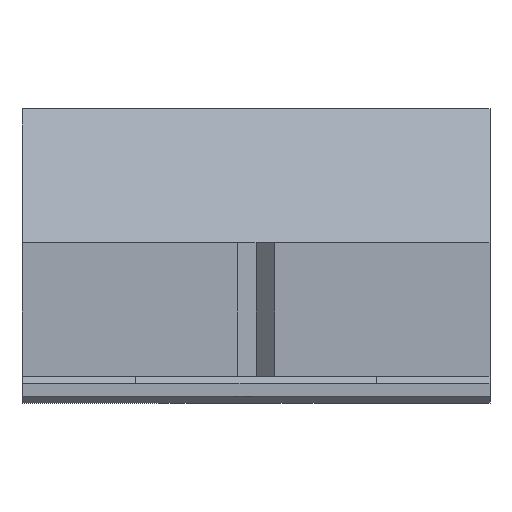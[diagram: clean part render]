
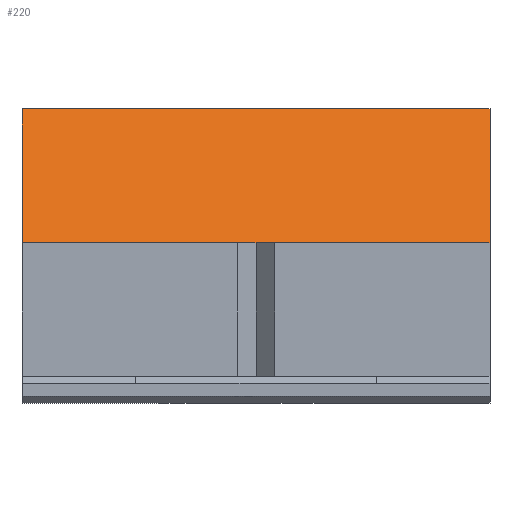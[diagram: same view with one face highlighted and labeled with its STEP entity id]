
A CAD part, front view. The second image highlights one B-rep face of the part: STEP entity #220.
In plain terms, the highlighted planar face has unit normal (0, -0.707, 0.707).
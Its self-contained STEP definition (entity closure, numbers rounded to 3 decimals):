
#220 = ADVANCED_FACE( '', ( #321 ), #322, .F. );
#321 = FACE_OUTER_BOUND( '', #582, .T. );
#322 = PLANE( '', #583 );
#582 = EDGE_LOOP( '', ( #983, #984, #985, #986 ) );
#583 = AXIS2_PLACEMENT_3D( '', #987, #988, #989 );
#983 = ORIENTED_EDGE( '', *, *, #1123, .T. );
#984 = ORIENTED_EDGE( '', *, *, #1121, .F. );
#985 = ORIENTED_EDGE( '', *, *, #1107, .F. );
#986 = ORIENTED_EDGE( '', *, *, #1113, .T. );
#987 = CARTESIAN_POINT( '', ( 17.5, 3.244, 20.5 ) );
#988 = DIRECTION( '', ( 0., 0.707, -0.707 ) );
#989 = DIRECTION( '', ( 0., 0.707, 0.707 ) );
#1107 = EDGE_CURVE( '', #1297, #1299, #1300, .T. );
#1113 = EDGE_CURVE( '', #1297, #1309, #1311, .T. );
#1121 = EDGE_CURVE( '', #1299, #1321, #1322, .T. );
#1123 = EDGE_CURVE( '', #1309, #1321, #1324, .T. );
#1297 = VERTEX_POINT( '', #1946 );
#1299 = VERTEX_POINT( '', #1949 );
#1300 = LINE( '', #1950, #1951 );
#1309 = VERTEX_POINT( '', #1964 );
#1311 = LINE( '', #1967, #1968 );
#1321 = VERTEX_POINT( '', #1985 );
#1322 = LINE( '', #1986, #1987 );
#1324 = LINE( '', #1990, #1991 );
#1946 = CARTESIAN_POINT( '', ( 17.5, 3.244, 20.5 ) );
#1949 = CARTESIAN_POINT( '', ( 17.5, -6.756, 10.5 ) );
#1950 = CARTESIAN_POINT( '', ( 17.5, 3.244, 20.5 ) );
#1951 = VECTOR( '', #2091, 1000. );
#1964 = CARTESIAN_POINT( '', ( -17.5, 3.244, 20.5 ) );
#1967 = CARTESIAN_POINT( '', ( 17.5, 3.244, 20.5 ) );
#1968 = VECTOR( '', #2097, 1000. );
#1985 = CARTESIAN_POINT( '', ( -17.5, -6.756, 10.5 ) );
#1986 = CARTESIAN_POINT( '', ( 17.5, -6.756, 10.5 ) );
#1987 = VECTOR( '', #2105, 1000. );
#1990 = CARTESIAN_POINT( '', ( -17.5, 3.244, 20.5 ) );
#1991 = VECTOR( '', #2107, 1000. );
#2091 = DIRECTION( '', ( 0., -0.707, -0.707 ) );
#2097 = DIRECTION( '', ( -1., 0., 0. ) );
#2105 = DIRECTION( '', ( -1., 0., 0. ) );
#2107 = DIRECTION( '', ( 0., -0.707, -0.707 ) );
